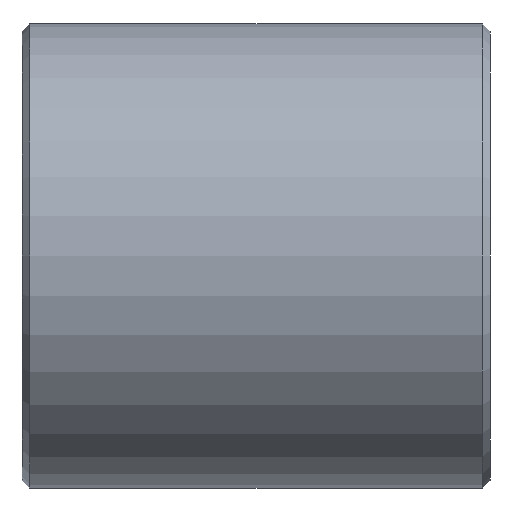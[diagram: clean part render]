
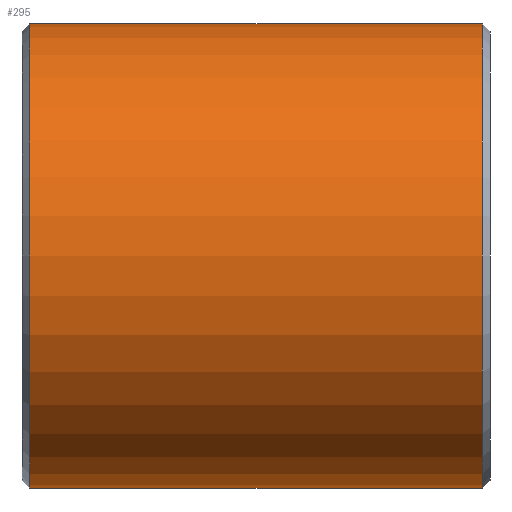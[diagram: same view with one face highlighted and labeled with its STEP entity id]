
A CAD part, left-side view. The second image highlights one B-rep face of the part: STEP entity #295.
In plain terms, the highlighted cylindrical face has radius 2.975 mm (diameter 5.95 mm), a partial arc.
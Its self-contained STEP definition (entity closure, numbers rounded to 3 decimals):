
#12 = AXIS2_PLACEMENT_3D ( 'NONE', #381, #177, #248 ) ;
#13 = LINE ( 'NONE', #136, #422 ) ;
#26 = CYLINDRICAL_SURFACE ( 'NONE', #157, 2.975 ) ;
#36 = CIRCLE ( 'NONE', #364, 2.975 ) ;
#41 = CARTESIAN_POINT ( 'NONE',  ( 0., 3., 0. ) ) ;
#43 = CARTESIAN_POINT ( 'NONE',  ( 0., 2.9, -2.975 ) ) ;
#53 = CARTESIAN_POINT ( 'NONE',  ( 0., 2.9, 0. ) ) ;
#59 = FACE_OUTER_BOUND ( 'NONE', #270, .T. ) ;
#72 = ORIENTED_EDGE ( 'NONE', *, *, #204, .F. ) ;
#105 = CARTESIAN_POINT ( 'NONE',  ( 0., 3., 2.975 ) ) ;
#108 = DIRECTION ( 'NONE',  ( 0., 0., -1. ) ) ;
#135 = VECTOR ( 'NONE', #278, 1000. ) ;
#136 = CARTESIAN_POINT ( 'NONE',  ( 0., 3., -2.975 ) ) ;
#150 = EDGE_CURVE ( 'NONE', #290, #414, #13, .T. ) ;
#157 = AXIS2_PLACEMENT_3D ( 'NONE', #41, #258, #108 ) ;
#161 = ORIENTED_EDGE ( 'NONE', *, *, #150, .T. ) ;
#162 = VERTEX_POINT ( 'NONE', #255 ) ;
#163 = DIRECTION ( 'NONE',  ( 0., 0., 1. ) ) ;
#177 = DIRECTION ( 'NONE',  ( 0., 1., 0. ) ) ;
#182 = CARTESIAN_POINT ( 'NONE',  ( 0., -2.9, 2.975 ) ) ;
#189 = ORIENTED_EDGE ( 'NONE', *, *, #209, .T. ) ;
#197 = CARTESIAN_POINT ( 'NONE',  ( 0., -2.9, -2.975 ) ) ;
#202 = VERTEX_POINT ( 'NONE', #182 ) ;
#204 = EDGE_CURVE ( 'NONE', #162, #202, #326, .T. ) ;
#209 = EDGE_CURVE ( 'NONE', #414, #202, #235, .T. ) ;
#235 = CIRCLE ( 'NONE', #12, 2.975 ) ;
#248 = DIRECTION ( 'NONE',  ( 0., 0., 1. ) ) ;
#255 = CARTESIAN_POINT ( 'NONE',  ( 0., 2.9, 2.975 ) ) ;
#258 = DIRECTION ( 'NONE',  ( 0., -1., 0. ) ) ;
#270 = EDGE_LOOP ( 'NONE', ( #72, #443, #161, #189 ) ) ;
#278 = DIRECTION ( 'NONE',  ( 0., -1., 0. ) ) ;
#290 = VERTEX_POINT ( 'NONE', #43 ) ;
#295 = ADVANCED_FACE ( 'NONE', ( #59 ), #26, .T. ) ;
#326 = LINE ( 'NONE', #105, #135 ) ;
#361 = DIRECTION ( 'NONE',  ( 0., -1., 0. ) ) ;
#364 = AXIS2_PLACEMENT_3D ( 'NONE', #53, #361, #163 ) ;
#381 = CARTESIAN_POINT ( 'NONE',  ( 0., -2.9, 0. ) ) ;
#387 = DIRECTION ( 'NONE',  ( 0., -1., 0. ) ) ;
#403 = EDGE_CURVE ( 'NONE', #162, #290, #36, .T. ) ;
#414 = VERTEX_POINT ( 'NONE', #197 ) ;
#422 = VECTOR ( 'NONE', #387, 1000. ) ;
#443 = ORIENTED_EDGE ( 'NONE', *, *, #403, .T. ) ;
